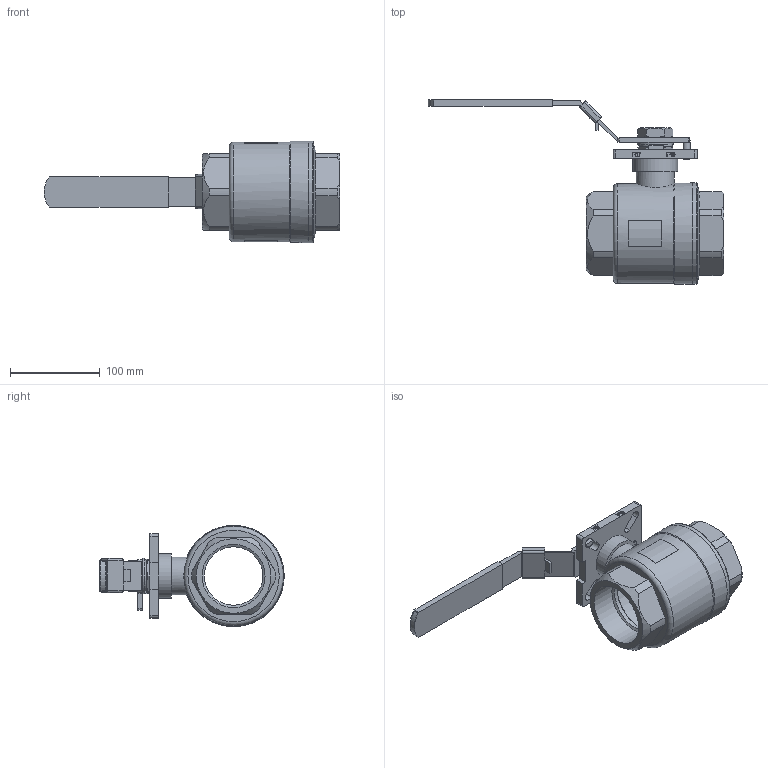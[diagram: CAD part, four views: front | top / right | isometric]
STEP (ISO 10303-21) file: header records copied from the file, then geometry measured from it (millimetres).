
FILE_DESCRIPTION(/* description */ ('Unknown'),/* implementation_level */ '2;1');
FILE_NAME(/* name */ '9652-10',/* time_stamp */ '2022-07-13T13:04:11+02:00',/* author */ ('Unknown'),/* organization */ ('Unknown'),/* preprocessor_version */ 'ST-DEVELOPER v16.7',/* originating_system */ 'Solid Edge',/* authorisation */ 'Unknown');
FILE_SCHEMA (('AUTOMOTIVE_DESIGN {1 0 10303 214 3 1 1}'));
Length unit declared in the file: millimetre
Products named in the file (17): 9652-10; MV-82 DN65 T; MV-82 DN65 Z; MV-82 DN65 ZT; MV-82 DN65 O; MV-82 DN65 G; MV-82 DN65 M; MV-82 DN65 TL; MV-82 DN65 PD; MV-82 DN65 YT; MV-82 DN65 DD; hex thin nuts-grades ab-chamfered gb_GB_FASTENER_NUT_STNAB  B M22-N; MV-82 DN65 FS; MV-82 DN65 S; MV-82 DN65 KZ; MV-82 DN65 ST; MV-82 DN65 DW
Assembly tree (19 placements, depth 2):
  9652-10
    MV-82 DN65 T
    MV-82 DN65 Z
    MV-82 DN65 ZT
    MV-82 DN65 O
    MV-82 DN65 G
    MV-82 DN65 M
    MV-82 DN65 TL  x2
    MV-82 DN65 PD
    MV-82 DN65 YT
    MV-82 DN65 DD  x2
    hex thin nuts-grades ab-chamfered gb_GB_FASTENER_NUT_STNAB  B M22-N  x2
    MV-82 DN65 FS
    MV-82 DN65 S
    MV-82 DN65 KZ
    MV-82 DN65 ST
    MV-82 DN65 DW
Bounding box: 328.88 x 204.93 x 112.5 mm (x, y, z)
Volume: 585929.4 mm3; surface area: 231228.8 mm2
Topology: 19 solids, 19 shells, 593 faces, 1468 edges, 960 vertices
Faces by surface type: plane 372, cylinder 114, bspline 56, cone 44, torus 7
Full cylindrical faces by diameter (mm): 6 x2, 8 x1, 10 x1, 17.2 x1, 18.3 x1, 19.294 x2, 22 x4, 22.1 x1, 22.2 x4, 22.5 x1, 23 x2, 27 x1, 27.6 x3, 28 x2, 29 x1, 37 x2, 40 x2, 42 x1, 44 x1, 50 x1, 65 x2, 70 x2, 83 x2, 97.5 x1, 101 x1, 104 x2, 104.5 x1, 108.5 x2, 110.5 x1, 112.5 x2
Entity records: 20240 total; most frequent: CARTESIAN_POINT 6721, ORIENTED_EDGE 2662, DIRECTION 2523, EDGE_CURVE 1331, VERTEX_POINT 916, LINE 887, VECTOR 887, AXIS2_PLACEMENT_3D 818
